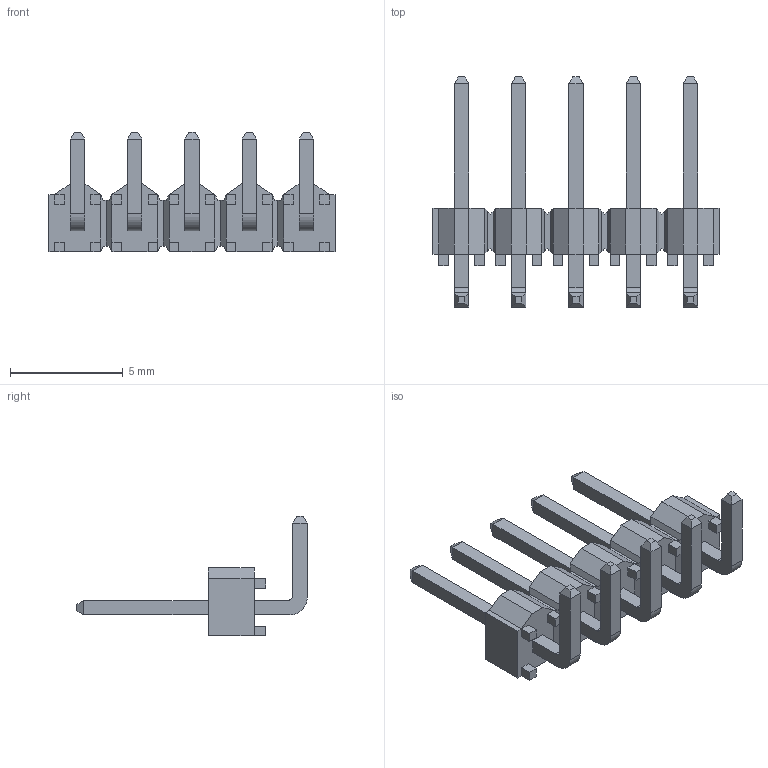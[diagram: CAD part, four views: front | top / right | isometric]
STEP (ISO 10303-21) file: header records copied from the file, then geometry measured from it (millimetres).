
FILE_DESCRIPTION(/* description */ ('STEP AP214'),/* implementation_level */ '2;1');
FILE_NAME(/* name */ 'TSW-105-08-G-S-RA',/* time_stamp */ '2025-01-11T16:44:20+01:00',/* author */ ('License CC BY-ND 4.0'),/* organization */ ('CADENAS'),/* preprocessor_version */ 'ST-DEVELOPER v19.3',/* originating_system */ 'PARTsolutions',/* authorisation */ ' ');
FILE_SCHEMA (('AUTOMOTIVE_DESIGN {1 0 10303 214 3 1 1}'));
Length unit declared in the file: inch
Products named in the file (3): TSW-105-08-G-S-RA; TSW-105-08-G-S-RA_body; T-1S6-08-TSW-1-08-5-RA-S
Assembly tree (2 placements, depth 2):
  TSW-105-08-G-S-RA
    TSW-105-08-G-S-RA_body
    T-1S6-08-TSW-1-08-5-RA-S
Bounding box: 12.7 x 10.22 x 5.31 mm (x, y, z)
Volume: 95.5 mm3; surface area: 372.7 mm2
Topology: 2 solids, 2 shells, 298 faces, 748 edges, 464 vertices
Faces by surface type: plane 288, cylinder 10
Entity records: 8698 total; most frequent: CARTESIAN_POINT 1513, ORIENTED_EDGE 1496, DIRECTION 1370, EDGE_CURVE 748, LINE 728, VECTOR 728, VERTEX_POINT 464, AXIS2_PLACEMENT_3D 321
